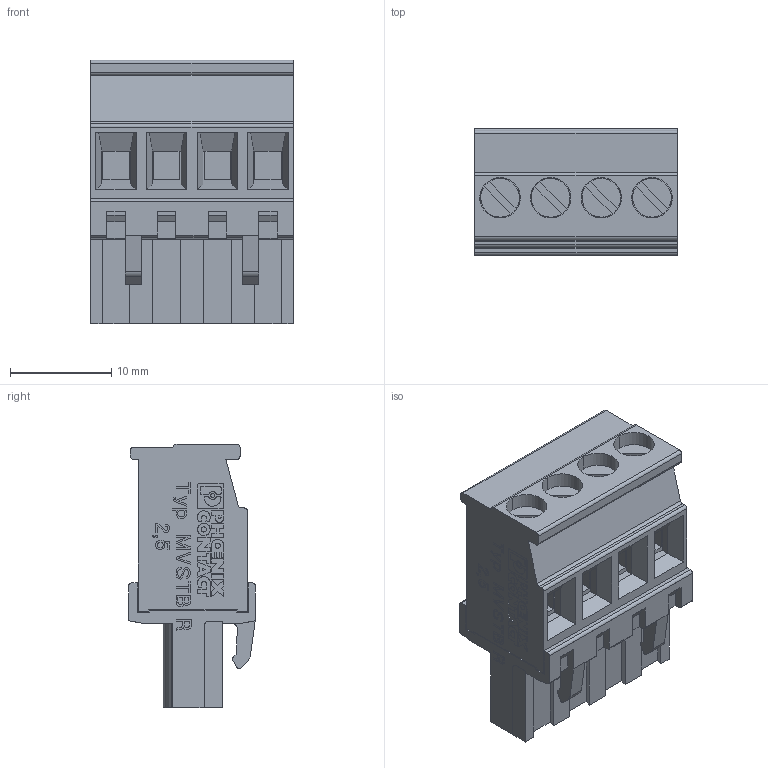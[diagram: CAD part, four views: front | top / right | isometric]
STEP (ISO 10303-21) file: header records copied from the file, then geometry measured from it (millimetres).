
FILE_DESCRIPTION(('STEP AP242'),'1');
FILE_NAME('1792032.stp','2024-12-07T12:32:30',('TraceParts'),('TraceParts S.A.'),'Spatial InterOp 3D',' ',' ');
FILE_SCHEMA(('AP242_MANAGED_MODEL_BASED_3D_ENGINEERING_MIM_LF {1 0 10303 442 1 1 4}'));
Length unit declared in the file: millimetre
Products named in the file (1): 1792032_1
Bounding box: 20.06 x 12.52 x 26.03 mm (x, y, z)
Volume: 3925.3 mm3; surface area: 4819 mm2
Topology: 13 solids, 13 shells, 1040 faces, 2841 edges, 1878 vertices
Faces by surface type: plane 864, cylinder 135, bspline 32, cone 9
Entity records: 52260 total; most frequent: CARTESIAN_POINT 8542, ORIENTED_EDGE 5682, DIRECTION 5119, EDGE_CURVE 2841, STYLED_ITEM 2804, PRESENTATION_STYLE_ASSIGNMENT 2804, COLOUR_RGB 2804, LINE 2449
